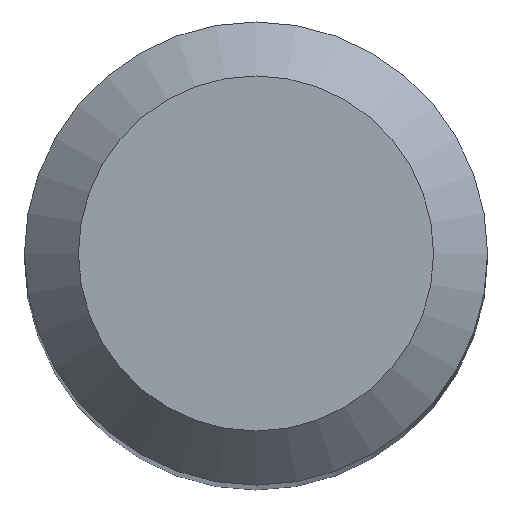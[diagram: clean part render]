
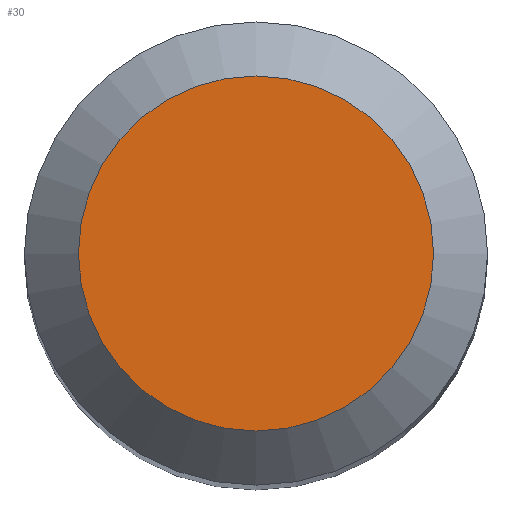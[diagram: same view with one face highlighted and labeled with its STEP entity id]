
A CAD part, top view. The second image highlights one B-rep face of the part: STEP entity #30.
In plain terms, the highlighted planar face has unit normal (0, 0, 1).
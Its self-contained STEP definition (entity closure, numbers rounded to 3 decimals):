
#16 = CIRCLE ( 'NONE', #140, 2.3 ) ;
#24 = DIRECTION ( 'NONE',  ( 0., 1., 0. ) ) ;
#30 = ADVANCED_FACE ( 'NONE', ( #183 ), #201, .F. ) ;
#34 = DIRECTION ( 'NONE',  ( 0., 0., -1. ) ) ;
#93 = AXIS2_PLACEMENT_3D ( 'NONE', #198, #178, #24 ) ;
#98 = EDGE_LOOP ( 'NONE', ( #193 ) ) ;
#110 = VERTEX_POINT ( 'NONE', #167 ) ;
#140 = AXIS2_PLACEMENT_3D ( 'NONE', #163, #34, #207 ) ;
#163 = CARTESIAN_POINT ( 'NONE',  ( 0., 0., 66. ) ) ;
#167 = CARTESIAN_POINT ( 'NONE',  ( 0., 2.3, 66. ) ) ;
#178 = DIRECTION ( 'NONE',  ( 0., 0., -1. ) ) ;
#183 = FACE_OUTER_BOUND ( 'NONE', #98, .T. ) ;
#193 = ORIENTED_EDGE ( 'NONE', *, *, #225, .F. ) ;
#198 = CARTESIAN_POINT ( 'NONE',  ( 0., 0., 66. ) ) ;
#201 = PLANE ( 'NONE',  #93 ) ;
#207 = DIRECTION ( 'NONE',  ( 0., 1., 0. ) ) ;
#225 = EDGE_CURVE ( 'NONE', #110, #110, #16, .T. ) ;
